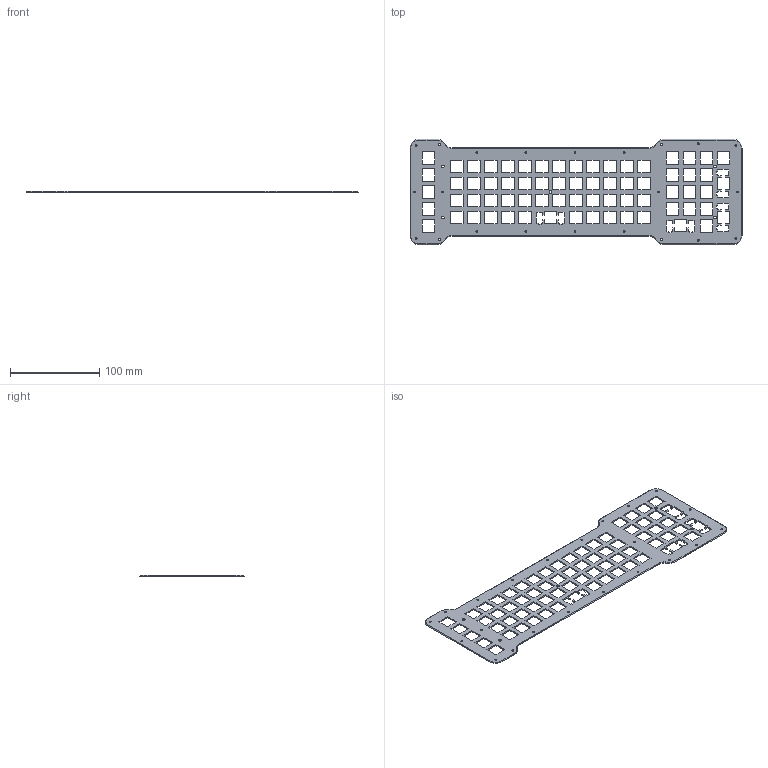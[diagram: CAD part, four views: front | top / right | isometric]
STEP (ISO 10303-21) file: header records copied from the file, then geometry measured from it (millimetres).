
FILE_DESCRIPTION(('HOOPS Exchange Step'),'2;1');
FILE_NAME('temp_export','2024-09-14T11:31:31-04:00',('jscotto'),('Shapr3D Limited'),'HOOPS Exchange 2024.2','Shapr3D','Authorized');
FILE_SCHEMA( ('AP242_MANAGED_MODEL_BASED_3D_ENGINEERING_MIM_LF {1 0 10303 442 1 1 4 }') );
Length unit declared in the file: millimetre
Products named in the file (1): Plate (Middle)
Bounding box: 371.35 x 117.75 x 1.5 mm (x, y, z)
Volume: 36530.1 mm3; surface area: 56580.8 mm2
Topology: 1 solids, 1 shells, 475 faces, 1407 edges, 934 vertices
Faces by surface type: plane 422, cylinder 27, cone 26
Full cylindrical faces by diameter (mm): 2.2 x22, 3.2 x5
Entity records: 16047 total; most frequent: CARTESIAN_POINT 2818, ORIENTED_EDGE 2814, DIRECTION 2463, EDGE_CURVE 1407, VECTOR 1305, LINE 1305, VERTEX_POINT 934, EDGE_LOOP 667
